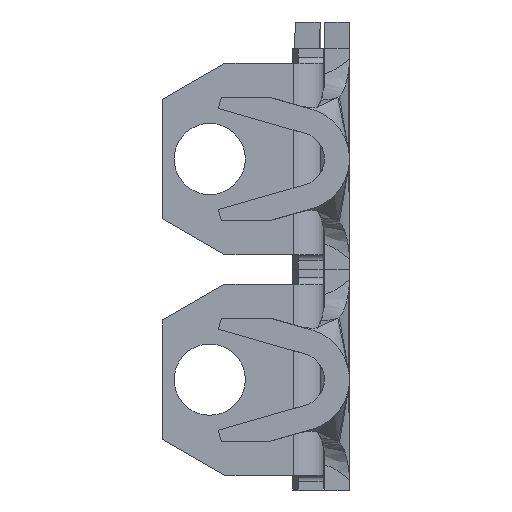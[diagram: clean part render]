
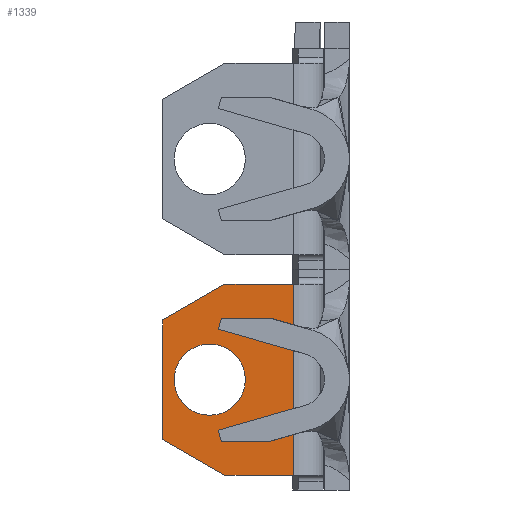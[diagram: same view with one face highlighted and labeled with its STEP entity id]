
A CAD part, left-side view. The second image highlights one B-rep face of the part: STEP entity #1339.
In plain terms, the highlighted planar face has unit normal (-1, 0, 0).
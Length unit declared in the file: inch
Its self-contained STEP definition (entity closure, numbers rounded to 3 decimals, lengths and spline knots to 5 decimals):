
#15 = DIRECTION ( 'NONE',  ( 0., 0.866, -0.5 ) ) ;
#67 = ORIENTED_EDGE ( 'NONE', *, *, #6559, .T. ) ;
#191 = ORIENTED_EDGE ( 'NONE', *, *, #3479, .T. ) ;
#539 = CARTESIAN_POINT ( 'NONE',  ( -0.82, 0.0275, 0.1075 ) ) ;
#561 = DIRECTION ( 'NONE',  ( 1., 0., 0. ) ) ;
#1294 = VERTEX_POINT ( 'NONE', #1806 ) ;
#1339 = ADVANCED_FACE ( 'NONE', ( #9256, #9002 ), #6879, .F. ) ;
#1452 = CARTESIAN_POINT ( 'NONE',  ( -0.82, 0.0275, -0.1075 ) ) ;
#1503 = CIRCLE ( 'NONE', #9950, 0.04 ) ;
#1622 = VECTOR ( 'NONE', #5646, 39.37008 ) ;
#1635 = VERTEX_POINT ( 'NONE', #2419 ) ;
#1639 = CARTESIAN_POINT ( 'NONE',  ( -0.82, 0.087, 0. ) ) ;
#1669 = CARTESIAN_POINT ( 'NONE',  ( -0.82, 0.18, 0.06709 ) ) ;
#1709 = ORIENTED_EDGE ( 'NONE', *, *, #8149, .T. ) ;
#1806 = CARTESIAN_POINT ( 'NONE',  ( -0.82, 0.11, -0.1075 ) ) ;
#1844 = DIRECTION ( 'NONE',  ( 1., 0., 0. ) ) ;
#2413 = CARTESIAN_POINT ( 'NONE',  ( -0.82, 0.11, 0.1075 ) ) ;
#2419 = CARTESIAN_POINT ( 'NONE',  ( -0.82, 0.167, 0. ) ) ;
#2564 = DIRECTION ( 'NONE',  ( 0., 0., -1. ) ) ;
#2797 = CARTESIAN_POINT ( 'NONE',  ( -0.82, -0.0005, 0.1075 ) ) ;
#2961 = VECTOR ( 'NONE', #6335, 39.37008 ) ;
#3104 = LINE ( 'NONE', #539, #9526 ) ;
#3124 = LINE ( 'NONE', #5064, #9300 ) ;
#3249 = VERTEX_POINT ( 'NONE', #8123 ) ;
#3344 = VECTOR ( 'NONE', #15, 39.37008 ) ;
#3479 = EDGE_CURVE ( 'NONE', #1635, #5623, #4054, .T. ) ;
#3539 = CARTESIAN_POINT ( 'NONE',  ( -0.82, 0.18, -0.06709 ) ) ;
#3881 = DIRECTION ( 'NONE',  ( 0., 1., 0. ) ) ;
#4054 = CIRCLE ( 'NONE', #4259, 0.04 ) ;
#4140 = VECTOR ( 'NONE', #10291, 39.37008 ) ;
#4181 = ORIENTED_EDGE ( 'NONE', *, *, #8856, .T. ) ;
#4259 = AXIS2_PLACEMENT_3D ( 'NONE', #6882, #1844, #7728 ) ;
#4262 = EDGE_CURVE ( 'NONE', #8754, #7324, #3124, .T. ) ;
#4472 = DIRECTION ( 'NONE',  ( 1., 0., 0. ) ) ;
#4929 = LINE ( 'NONE', #7960, #2961 ) ;
#5064 = CARTESIAN_POINT ( 'NONE',  ( -0.82, 0.18, 0.1075 ) ) ;
#5487 = ORIENTED_EDGE ( 'NONE', *, *, #7887, .T. ) ;
#5500 = EDGE_LOOP ( 'NONE', ( #191, #1709 ) ) ;
#5603 = CARTESIAN_POINT ( 'NONE',  ( -0.82, 0.127, 0. ) ) ;
#5623 = VERTEX_POINT ( 'NONE', #1639 ) ;
#5646 = DIRECTION ( 'NONE',  ( 0., -1., 0. ) ) ;
#6207 = EDGE_CURVE ( 'NONE', #8063, #7582, #3104, .T. ) ;
#6211 = EDGE_LOOP ( 'NONE', ( #67, #6288, #10899, #4181, #9235, #5487 ) ) ;
#6288 = ORIENTED_EDGE ( 'NONE', *, *, #6449, .T. ) ;
#6335 = DIRECTION ( 'NONE',  ( 0., 0., 1. ) ) ;
#6378 = LINE ( 'NONE', #3539, #4140 ) ;
#6446 = DIRECTION ( 'NONE',  ( 0., 1., 0. ) ) ;
#6449 = EDGE_CURVE ( 'NONE', #3249, #8063, #4929, .T. ) ;
#6559 = EDGE_CURVE ( 'NONE', #1294, #3249, #8595, .T. ) ;
#6879 = PLANE ( 'NONE',  #8367 ) ;
#6882 = CARTESIAN_POINT ( 'NONE',  ( -0.82, 0.127, 0. ) ) ;
#7139 = CARTESIAN_POINT ( 'NONE',  ( -0.82, 0.0325, 0.1075 ) ) ;
#7324 = VERTEX_POINT ( 'NONE', #10251 ) ;
#7450 = CARTESIAN_POINT ( 'NONE',  ( -0.82, 0.18, 0.06709 ) ) ;
#7582 = VERTEX_POINT ( 'NONE', #2413 ) ;
#7728 = DIRECTION ( 'NONE',  ( 0., 1., 0. ) ) ;
#7887 = EDGE_CURVE ( 'NONE', #7324, #1294, #6378, .T. ) ;
#7960 = CARTESIAN_POINT ( 'NONE',  ( -0.82, 0.0325, 0.1075 ) ) ;
#8063 = VERTEX_POINT ( 'NONE', #7139 ) ;
#8123 = CARTESIAN_POINT ( 'NONE',  ( -0.82, 0.0325, -0.1075 ) ) ;
#8149 = EDGE_CURVE ( 'NONE', #5623, #1635, #1503, .T. ) ;
#8367 = AXIS2_PLACEMENT_3D ( 'NONE', #2797, #4472, #10384 ) ;
#8595 = LINE ( 'NONE', #1452, #1622 ) ;
#8754 = VERTEX_POINT ( 'NONE', #7450 ) ;
#8856 = EDGE_CURVE ( 'NONE', #7582, #8754, #10063, .T. ) ;
#9002 = FACE_OUTER_BOUND ( 'NONE', #6211, .T. ) ;
#9235 = ORIENTED_EDGE ( 'NONE', *, *, #4262, .T. ) ;
#9256 = FACE_BOUND ( 'NONE', #5500, .T. ) ;
#9300 = VECTOR ( 'NONE', #2564, 39.37008 ) ;
#9526 = VECTOR ( 'NONE', #3881, 39.37008 ) ;
#9950 = AXIS2_PLACEMENT_3D ( 'NONE', #5603, #561, #6446 ) ;
#10063 = LINE ( 'NONE', #1669, #3344 ) ;
#10251 = CARTESIAN_POINT ( 'NONE',  ( -0.82, 0.18, -0.06709 ) ) ;
#10291 = DIRECTION ( 'NONE',  ( 0., -0.866, -0.5 ) ) ;
#10384 = DIRECTION ( 'NONE',  ( 0., 0., -1. ) ) ;
#10899 = ORIENTED_EDGE ( 'NONE', *, *, #6207, .T. ) ;
